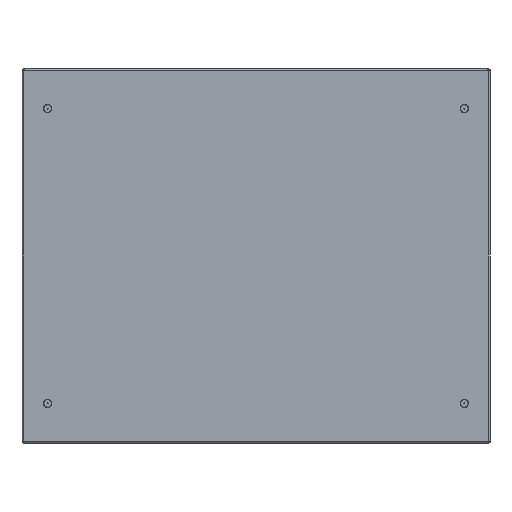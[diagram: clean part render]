
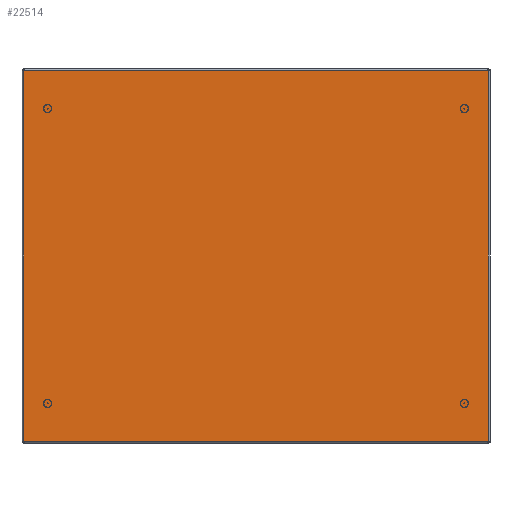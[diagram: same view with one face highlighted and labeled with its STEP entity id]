
A CAD part, front view. The second image highlights one B-rep face of the part: STEP entity #22514.
In plain terms, the highlighted planar face has unit normal (0, -1, 0).
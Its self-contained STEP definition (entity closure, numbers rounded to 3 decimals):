
#1978=LINE('',#39356,#3428);
#1989=LINE('',#39444,#3439);
#2000=LINE('',#39532,#3450);
#2011=LINE('',#39620,#3461);
#2013=LINE('',#39645,#3463);
#2016=LINE('',#39651,#3466);
#2017=LINE('',#39652,#3467);
#2018=LINE('',#39654,#3468);
#2019=LINE('',#39655,#3469);
#2020=LINE('',#39657,#3470);
#2021=LINE('',#39658,#3471);
#2022=LINE('',#39659,#3472);
#3428=VECTOR('',#30439,495.631);
#3439=VECTOR('',#30476,395.631);
#3450=VECTOR('',#30513,395.631);
#3461=VECTOR('',#30550,495.631);
#3463=VECTOR('',#30556,0.184);
#3466=VECTOR('',#30561,0.184);
#3467=VECTOR('',#30562,0.184);
#3468=VECTOR('',#30563,0.184);
#3469=VECTOR('',#30564,0.184);
#3470=VECTOR('',#30565,0.184);
#3471=VECTOR('',#30566,0.184);
#3472=VECTOR('',#30567,0.184);
#4277=PLANE('',#24737);
#6614=FACE_OUTER_BOUND('',#8336,.T.);
#8336=EDGE_LOOP('',(#19755,#19756,#19757,#19758,#19759,#19760,#19761,#19762,
#19763,#19764,#19765,#19766));
#11067=VERTEX_POINT('',#39306);
#11072=VERTEX_POINT('',#39332);
#11079=VERTEX_POINT('',#39394);
#11084=VERTEX_POINT('',#39420);
#11091=VERTEX_POINT('',#39482);
#11096=VERTEX_POINT('',#39508);
#11103=VERTEX_POINT('',#39570);
#11108=VERTEX_POINT('',#39596);
#11109=VERTEX_POINT('',#39644);
#11111=VERTEX_POINT('',#39650);
#11112=VERTEX_POINT('',#39653);
#11113=VERTEX_POINT('',#39656);
#13941=EDGE_CURVE('',#11067,#11072,#1978,.T.);
#13962=EDGE_CURVE('',#11079,#11084,#1989,.T.);
#13983=EDGE_CURVE('',#11091,#11096,#2000,.T.);
#14004=EDGE_CURVE('',#11103,#11108,#2011,.T.);
#14007=EDGE_CURVE('',#11109,#11067,#2013,.T.);
#14010=EDGE_CURVE('',#11072,#11111,#2016,.T.);
#14011=EDGE_CURVE('',#11111,#11079,#2017,.T.);
#14012=EDGE_CURVE('',#11084,#11112,#2018,.T.);
#14013=EDGE_CURVE('',#11112,#11103,#2019,.T.);
#14014=EDGE_CURVE('',#11108,#11113,#2020,.T.);
#14015=EDGE_CURVE('',#11113,#11091,#2021,.T.);
#14016=EDGE_CURVE('',#11096,#11109,#2022,.T.);
#19755=ORIENTED_EDGE('',*,*,#13941,.T.);
#19756=ORIENTED_EDGE('',*,*,#14010,.T.);
#19757=ORIENTED_EDGE('',*,*,#14011,.T.);
#19758=ORIENTED_EDGE('',*,*,#13962,.T.);
#19759=ORIENTED_EDGE('',*,*,#14012,.T.);
#19760=ORIENTED_EDGE('',*,*,#14013,.T.);
#19761=ORIENTED_EDGE('',*,*,#14004,.T.);
#19762=ORIENTED_EDGE('',*,*,#14014,.T.);
#19763=ORIENTED_EDGE('',*,*,#14015,.T.);
#19764=ORIENTED_EDGE('',*,*,#13983,.T.);
#19765=ORIENTED_EDGE('',*,*,#14016,.T.);
#19766=ORIENTED_EDGE('',*,*,#14007,.T.);
#22514=ADVANCED_FACE('',(#6614),#4277,.F.);
#24737=AXIS2_PLACEMENT_3D('',#39649,#30559,#30560);
#30439=DIRECTION('',(1.,0.,0.));
#30476=DIRECTION('',(0.,0.,1.));
#30513=DIRECTION('',(0.,0.,-1.));
#30550=DIRECTION('',(-1.,0.,0.));
#30556=DIRECTION('',(0.,0.,-1.));
#30559=DIRECTION('center_axis',(0.,1.,0.));
#30560=DIRECTION('ref_axis',(0.,0.,1.));
#30561=DIRECTION('',(0.,0.,1.));
#30562=DIRECTION('',(1.,0.,0.));
#30563=DIRECTION('',(-1.,0.,0.));
#30564=DIRECTION('',(0.,0.,1.));
#30565=DIRECTION('',(0.,0.,-1.));
#30566=DIRECTION('',(-1.,0.,0.));
#30567=DIRECTION('',(1.,0.,0.));
#39306=CARTESIAN_POINT('',(-247.816,0.,-198.));
#39332=CARTESIAN_POINT('',(247.816,0.,-198.));
#39356=CARTESIAN_POINT('',(-124.,0.,-198.));
#39394=CARTESIAN_POINT('',(248.,0.,-197.816));
#39420=CARTESIAN_POINT('',(248.,0.,197.816));
#39444=CARTESIAN_POINT('',(248.,0.,-99.));
#39482=CARTESIAN_POINT('',(-248.,0.,197.816));
#39508=CARTESIAN_POINT('',(-248.,0.,-197.816));
#39532=CARTESIAN_POINT('',(-248.,0.,99.));
#39570=CARTESIAN_POINT('',(247.816,0.,198.));
#39596=CARTESIAN_POINT('',(-247.816,0.,198.));
#39620=CARTESIAN_POINT('',(124.,0.,198.));
#39644=CARTESIAN_POINT('',(-247.816,0.,-197.816));
#39645=CARTESIAN_POINT('',(-247.816,0.,-98.908));
#39649=CARTESIAN_POINT('Origin',(0.,0.,0.));
#39650=CARTESIAN_POINT('',(247.816,0.,-197.816));
#39651=CARTESIAN_POINT('',(247.816,0.,-99.908));
#39652=CARTESIAN_POINT('',(123.908,0.,-197.816));
#39653=CARTESIAN_POINT('',(247.816,0.,197.816));
#39654=CARTESIAN_POINT('',(124.908,0.,197.816));
#39655=CARTESIAN_POINT('',(247.816,0.,98.908));
#39656=CARTESIAN_POINT('',(-247.816,0.,197.816));
#39657=CARTESIAN_POINT('',(-247.816,0.,99.908));
#39658=CARTESIAN_POINT('',(-123.908,0.,197.816));
#39659=CARTESIAN_POINT('',(-124.908,0.,-197.816));
